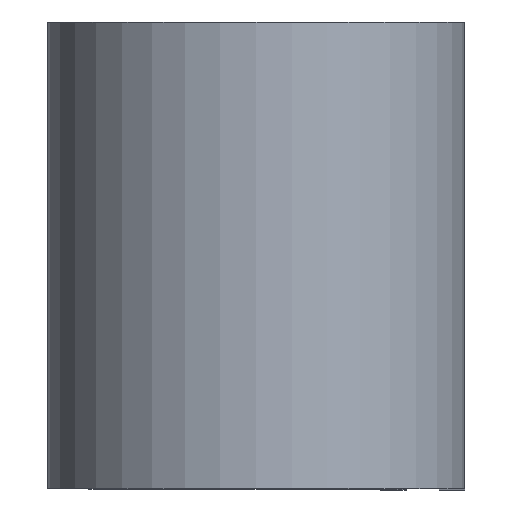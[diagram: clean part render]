
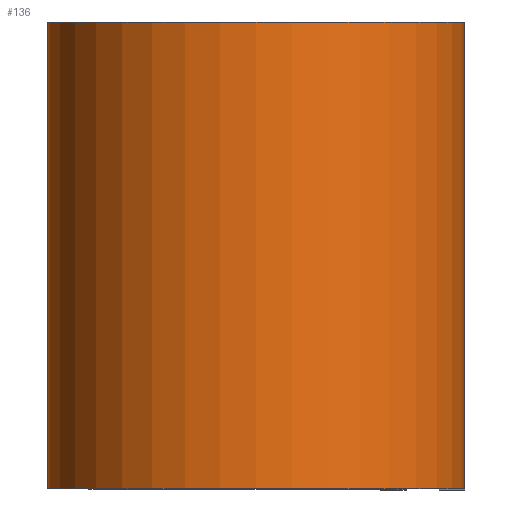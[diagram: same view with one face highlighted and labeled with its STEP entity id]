
A CAD part, top view. The second image highlights one B-rep face of the part: STEP entity #136.
In plain terms, the highlighted cylindrical face has radius 9.944 mm (diameter 19.888 mm), a partial arc.
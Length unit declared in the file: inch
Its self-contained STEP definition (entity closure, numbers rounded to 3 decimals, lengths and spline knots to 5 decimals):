
#52 = LINE ( 'NONE', #428, #53 ) ;
#53 = VECTOR ( 'NONE', #499, 39.37008 ) ;
#72 = VERTEX_POINT ( 'NONE', #402 ) ;
#87 = VERTEX_POINT ( 'NONE', #137 ) ;
#118 = AXIS2_PLACEMENT_3D ( 'NONE', #312, #360, #363 ) ;
#125 = EDGE_CURVE ( 'NONE', #72, #87, #510, .T. ) ;
#134 = ORIENTED_EDGE ( 'NONE', *, *, #125, .T. ) ;
#136 = ADVANCED_FACE ( 'NONE', ( #522 ), #581, .T. ) ;
#137 = CARTESIAN_POINT ( 'NONE',  ( 0., -0.4375, -0.3915 ) ) ;
#157 = CIRCLE ( 'NONE', #118, 0.3915 ) ;
#198 = DIRECTION ( 'NONE',  ( 0., 0., -1. ) ) ;
#199 = AXIS2_PLACEMENT_3D ( 'NONE', #287, #420, #550 ) ;
#212 = ORIENTED_EDGE ( 'NONE', *, *, #313, .F. ) ;
#232 = EDGE_LOOP ( 'NONE', ( #277, #319, #212, #134 ) ) ;
#255 = VERTEX_POINT ( 'NONE', #616 ) ;
#259 = DIRECTION ( 'NONE',  ( 0., -1., 0. ) ) ;
#277 = ORIENTED_EDGE ( 'NONE', *, *, #446, .T. ) ;
#286 = CARTESIAN_POINT ( 'NONE',  ( 0., 0.4375, 0. ) ) ;
#287 = CARTESIAN_POINT ( 'NONE',  ( 0., 0.4375, 0. ) ) ;
#300 = DIRECTION ( 'NONE',  ( 0., -1., 0. ) ) ;
#312 = CARTESIAN_POINT ( 'NONE',  ( 0., -0.4375, 0. ) ) ;
#313 = EDGE_CURVE ( 'NONE', #72, #255, #377, .T. ) ;
#319 = ORIENTED_EDGE ( 'NONE', *, *, #352, .F. ) ;
#349 = CARTESIAN_POINT ( 'NONE',  ( 0., 0.4375, -0.3915 ) ) ;
#352 = EDGE_CURVE ( 'NONE', #255, #523, #52, .T. ) ;
#360 = DIRECTION ( 'NONE',  ( 0., 1., 0. ) ) ;
#363 = DIRECTION ( 'NONE',  ( 1., 0., 0. ) ) ;
#377 = CIRCLE ( 'NONE', #199, 0.3915 ) ;
#402 = CARTESIAN_POINT ( 'NONE',  ( 0., 0.4375, -0.3915 ) ) ;
#420 = DIRECTION ( 'NONE',  ( 0., 1., 0. ) ) ;
#428 = CARTESIAN_POINT ( 'NONE',  ( 0.3915, 0.4375, 0. ) ) ;
#446 = EDGE_CURVE ( 'NONE', #87, #523, #157, .T. ) ;
#481 = AXIS2_PLACEMENT_3D ( 'NONE', #286, #300, #198 ) ;
#497 = VECTOR ( 'NONE', #259, 39.37008 ) ;
#499 = DIRECTION ( 'NONE',  ( 0., -1., 0. ) ) ;
#510 = LINE ( 'NONE', #349, #497 ) ;
#522 = FACE_OUTER_BOUND ( 'NONE', #232, .T. ) ;
#523 = VERTEX_POINT ( 'NONE', #624 ) ;
#550 = DIRECTION ( 'NONE',  ( 1., 0., 0. ) ) ;
#581 = CYLINDRICAL_SURFACE ( 'NONE', #481, 0.3915 ) ;
#616 = CARTESIAN_POINT ( 'NONE',  ( 0.3915, 0.4375, 0. ) ) ;
#624 = CARTESIAN_POINT ( 'NONE',  ( 0.3915, -0.4375, 0. ) ) ;
